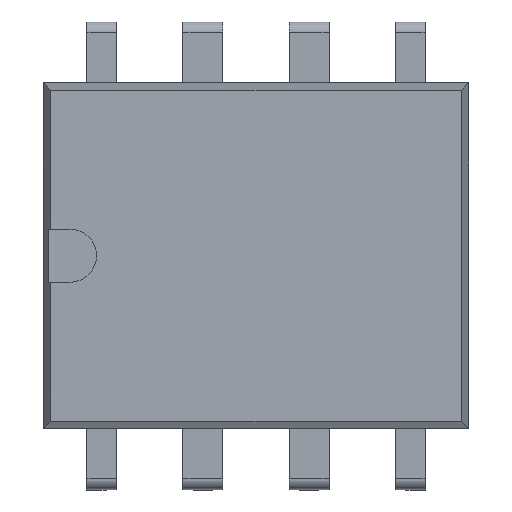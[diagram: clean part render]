
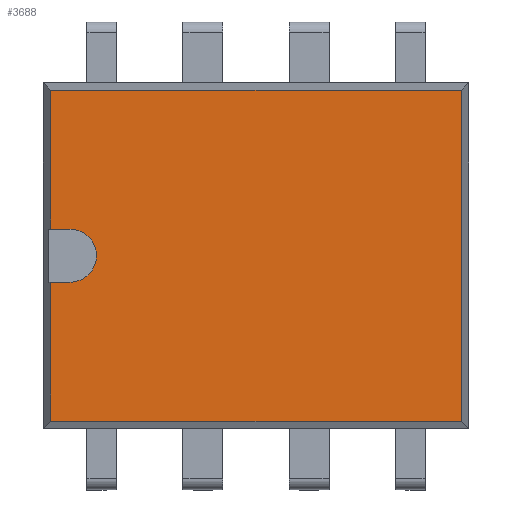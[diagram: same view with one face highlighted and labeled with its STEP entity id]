
A CAD part, top view. The second image highlights one B-rep face of the part: STEP entity #3688.
In plain terms, the highlighted planar face has unit normal (0, 0, 1).
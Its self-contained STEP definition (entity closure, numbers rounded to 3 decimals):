
#3616 = CARTESIAN_POINT ( 'NONE',  ( -4.904, 3.954, 5.08 ) ) ;
#3617 = VERTEX_POINT ( 'NONE', #3616 ) ;
#3618 = CARTESIAN_POINT ( 'NONE',  ( -4.904, 0.635, 5.08 ) ) ;
#3619 = VERTEX_POINT ( 'NONE', #3618 ) ;
#3620 = CARTESIAN_POINT ( 'NONE',  ( -4.904, 4.13, 5.08 ) ) ;
#3621 = DIRECTION ( 'NONE',  ( 0., -1., 0. ) ) ;
#3622 = VECTOR ( 'NONE', #3621, 1000. ) ;
#3623 = LINE ( 'NONE', #3620, #3622 ) ;
#3624 = EDGE_CURVE ( 'NONE', #3617, #3619, #3623, .T. ) ;
#3625 = ORIENTED_EDGE ( 'NONE', *, *, #3624, .T. ) ;
#3626 = CARTESIAN_POINT ( 'NONE',  ( -4.445, 0.635, 5.08 ) ) ;
#3627 = VERTEX_POINT ( 'NONE', #3626 ) ;
#3628 = CARTESIAN_POINT ( 'NONE',  ( -5.08, 0.635, 5.08 ) ) ;
#3629 = DIRECTION ( 'NONE',  ( -1., 0., 0. ) ) ;
#3630 = VECTOR ( 'NONE', #3629, 1000. ) ;
#3631 = LINE ( 'NONE', #3628, #3630 ) ;
#3632 = EDGE_CURVE ( 'NONE', #3627, #3619, #3631, .T. ) ;
#3633 = ORIENTED_EDGE ( 'NONE', *, *, #3632, .F. ) ;
#3634 = CARTESIAN_POINT ( 'NONE',  ( -4.445, -0.635, 5.08 ) ) ;
#3635 = VERTEX_POINT ( 'NONE', #3634 ) ;
#3636 = CARTESIAN_POINT ( 'NONE',  ( -4.445, 0., 5.08 ) ) ;
#3637 = DIRECTION ( 'NONE',  ( 0., 0., 1. ) ) ;
#3638 = DIRECTION ( 'NONE',  ( 0., 1., 0. ) ) ;
#3639 = AXIS2_PLACEMENT_3D ( 'NONE', #3636, #3637, #3638 ) ;
#3640 = CIRCLE ( 'NONE', #3639, 0.635) ;
#3641 = EDGE_CURVE ( 'NONE', #3635, #3627, #3640, .T. ) ;
#3642 = ORIENTED_EDGE ( 'NONE', *, *, #3641, .F. ) ;
#3643 = CARTESIAN_POINT ( 'NONE',  ( -4.904, -0.635, 5.08 ) ) ;
#3644 = VERTEX_POINT ( 'NONE', #3643 ) ;
#3645 = CARTESIAN_POINT ( 'NONE',  ( -5.08, -0.635, 5.08 ) ) ;
#3646 = DIRECTION ( 'NONE',  ( 1., 0., 0. ) ) ;
#3647 = VECTOR ( 'NONE', #3646, 1000. ) ;
#3648 = LINE ( 'NONE', #3645, #3647 ) ;
#3649 = EDGE_CURVE ( 'NONE', #3644, #3635, #3648, .T. ) ;
#3650 = ORIENTED_EDGE ( 'NONE', *, *, #3649, .F. ) ;
#3651 = CARTESIAN_POINT ( 'NONE',  ( -4.904, -3.954, 5.08 ) ) ;
#3652 = VERTEX_POINT ( 'NONE', #3651 ) ;
#3653 = CARTESIAN_POINT ( 'NONE',  ( -4.904, 4.13, 5.08 ) ) ;
#3654 = DIRECTION ( 'NONE',  ( 0., -1., 0. ) ) ;
#3655 = VECTOR ( 'NONE', #3654, 1000. ) ;
#3656 = LINE ( 'NONE', #3653, #3655 ) ;
#3657 = EDGE_CURVE ( 'NONE', #3644, #3652, #3656, .T. ) ;
#3658 = ORIENTED_EDGE ( 'NONE', *, *, #3657, .T. ) ;
#3659 = CARTESIAN_POINT ( 'NONE',  ( 4.904, -3.954, 5.08 ) ) ;
#3660 = VERTEX_POINT ( 'NONE', #3659 ) ;
#3661 = CARTESIAN_POINT ( 'NONE',  ( 5.08, -3.954, 5.08 ) ) ;
#3662 = DIRECTION ( 'NONE',  ( 1., 0., 0. ) ) ;
#3663 = VECTOR ( 'NONE', #3662, 1000. ) ;
#3664 = LINE ( 'NONE', #3661, #3663 ) ;
#3665 = EDGE_CURVE ( 'NONE', #3652, #3660, #3664, .T. ) ;
#3666 = ORIENTED_EDGE ( 'NONE', *, *, #3665, .T. ) ;
#3667 = CARTESIAN_POINT ( 'NONE',  ( 4.904, 3.954, 5.08 ) ) ;
#3668 = VERTEX_POINT ( 'NONE', #3667 ) ;
#3669 = CARTESIAN_POINT ( 'NONE',  ( 4.904, 4.13, 5.08 ) ) ;
#3670 = DIRECTION ( 'NONE',  ( 0., 1., 0. ) ) ;
#3671 = VECTOR ( 'NONE', #3670, 1000. ) ;
#3672 = LINE ( 'NONE', #3669, #3671 ) ;
#3673 = EDGE_CURVE ( 'NONE', #3660, #3668, #3672, .T. ) ;
#3674 = ORIENTED_EDGE ( 'NONE', *, *, #3673, .T. ) ;
#3675 = CARTESIAN_POINT ( 'NONE',  ( 5.08, 3.954, 5.08 ) ) ;
#3676 = DIRECTION ( 'NONE',  ( -1., 0., 0. ) ) ;
#3677 = VECTOR ( 'NONE', #3676, 1000. ) ;
#3678 = LINE ( 'NONE', #3675, #3677 ) ;
#3679 = EDGE_CURVE ( 'NONE', #3668, #3617, #3678, .T. ) ;
#3680 = ORIENTED_EDGE ( 'NONE', *, *, #3679, .T. ) ;
#3681 = EDGE_LOOP ( 'NONE', ( #3625, #3633, #3642, #3650, #3658, #3666, #3674, #3680 ) ) ;
#3682 = FACE_OUTER_BOUND ( 'NONE', #3681, .T. ) ;
#3683 = CARTESIAN_POINT ( 'NONE',  ( 5.08, 4.13, 5.08 ) ) ;
#3684 = DIRECTION ( 'NONE',  ( 0., 0., -1. ) ) ;
#3685 = DIRECTION ( 'NONE',  ( 0., 1., 0. ) ) ;
#3686 = AXIS2_PLACEMENT_3D ( 'NONE', #3683, #3684, #3685 ) ;
#3687 = PLANE ( 'NONE', #3686 ) ;
#3688 = ADVANCED_FACE ( 'NONE', ( #3682 ), #3687, .F. ) ;
